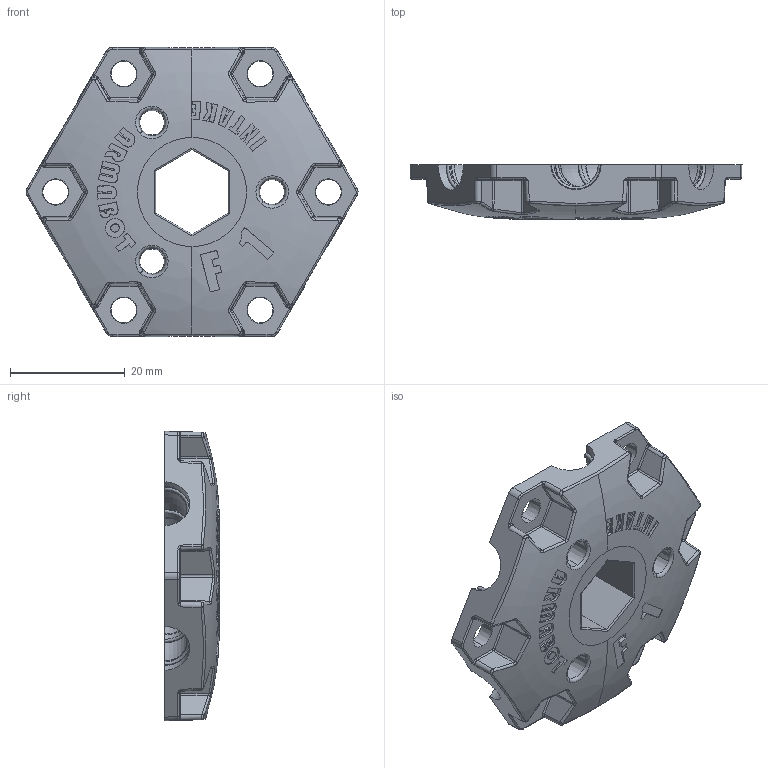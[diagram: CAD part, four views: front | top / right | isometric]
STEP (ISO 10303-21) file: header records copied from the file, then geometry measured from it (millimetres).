
FILE_DESCRIPTION (( 'STEP AP214' ), '1' );
FILE_NAME ('Armabot_A0066_F1_Intake_Solidmodel.STEP', '2018-09-11T22:17:22', ( 'gus' ), ( 'Microsoft' ), 'SwSTEP 2.0', 'SolidWorks 2015', '' );
FILE_SCHEMA (( 'AUTOMOTIVE_DESIGN' ));
Length unit declared in the file: inch
Products named in the file (1): Armabot_A0066_F1_Intake_Solidmodel
Bounding box: 57.96 x 9.53 x 50.54 mm (x, y, z)
Volume: 11357.4 mm3; surface area: 6993 mm2
Topology: 1 solids, 1 shells, 600 faces, 1598 edges, 1007 vertices
Faces by surface type: plane 246, bspline 186, cylinder 106, torus 44, cone 18
Entity records: 27375 total; most frequent: CARTESIAN_POINT 14165, ORIENTED_EDGE 3172, DIRECTION 2188, EDGE_CURVE 1586, VERTEX_POINT 1007, AXIS2_PLACEMENT_3D 789, EDGE_LOOP 639, LINE 610
